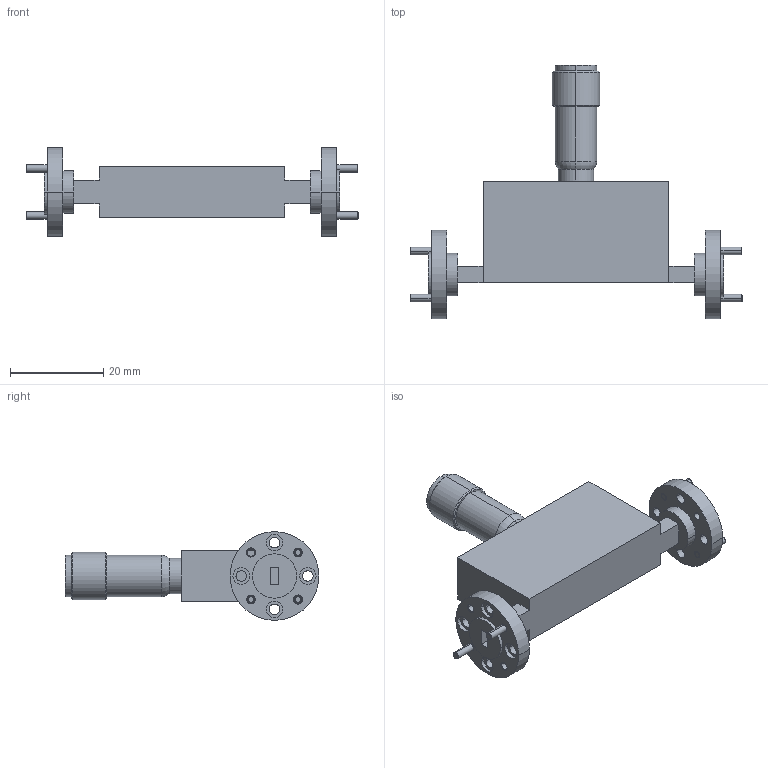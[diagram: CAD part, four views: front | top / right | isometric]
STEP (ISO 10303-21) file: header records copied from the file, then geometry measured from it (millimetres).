
FILE_DESCRIPTION (( 'STEP AP214' ), '1' );
FILE_NAME ('STA-30-15-M2.STEP', '2018-01-18T17:31:56', ( '' ), ( '' ), 'SwSTEP 2.0', 'SolidWorks 2016', '' );
FILE_SCHEMA (( 'AUTOMOTIVE_DESIGN' ));
Length unit declared in the file: inch
Products named in the file (1): STA-30-15-M2
Bounding box: 71.25 x 54.47 x 19.05 mm (x, y, z)
Volume: 13340.6 mm3; surface area: 6365.5 mm2
Topology: 5 solids, 5 shells, 163 faces, 378 edges, 244 vertices
Faces by surface type: cylinder 76, plane 49, cone 36, torus 2
Entity records: 4854 total; most frequent: DIRECTION 912, CARTESIAN_POINT 786, ORIENTED_EDGE 756, EDGE_CURVE 378, AXIS2_PLACEMENT_3D 370, VERTEX_POINT 244, EDGE_LOOP 214, CIRCLE 206
